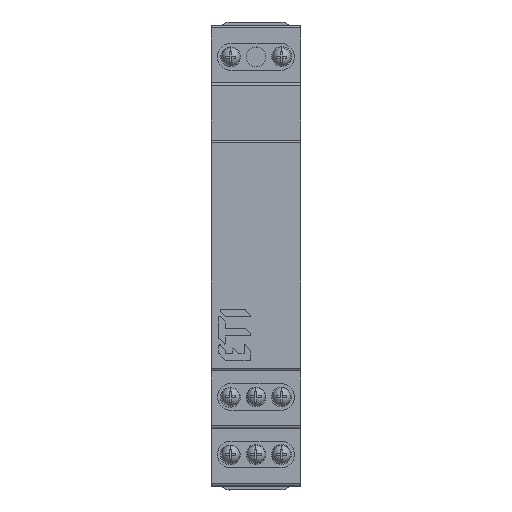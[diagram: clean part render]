
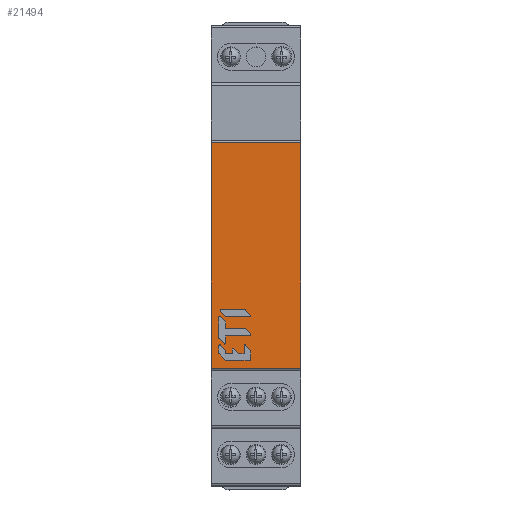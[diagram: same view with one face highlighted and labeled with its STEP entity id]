
A CAD part, top view. The second image highlights one B-rep face of the part: STEP entity #21494.
In plain terms, the highlighted planar face has unit normal (0, 0, 1).
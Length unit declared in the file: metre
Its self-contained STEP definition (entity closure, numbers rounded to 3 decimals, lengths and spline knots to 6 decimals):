
#16086=DIRECTION('',(1.,0.,0.));
#16087=VECTOR('',#16086,17.5);
#16088=CARTESIAN_POINT('',(197.204354,-44.703307,
134.821927));
#16089=LINE('',#16088,#16087);
#16093=DIRECTION('',(0.,-1.,0.));
#16094=VECTOR('',#16093,44.);
#16095=CARTESIAN_POINT('',(197.204354,-44.703307,
134.821927));
#16096=LINE('',#16095,#16094);
#16100=DIRECTION('',(0.,1.,0.));
#16101=VECTOR('',#16100,44.);
#16102=CARTESIAN_POINT('',(214.704354,-88.703307,
134.821927));
#16103=LINE('',#16102,#16101);
#16107=DIRECTION('',(-1.,0.,0.));
#16108=VECTOR('',#16107,17.5);
#16109=CARTESIAN_POINT('',(214.704354,-88.703307,
134.821927));
#16110=LINE('',#16109,#16108);
#16786=CARTESIAN_POINT('',(197.204354,-88.703307,
134.821927));
#16787=VERTEX_POINT('',#16786);
#16796=CARTESIAN_POINT('',(214.704354,-88.703307,
134.821927));
#16797=VERTEX_POINT('',#16796);
#16828=CARTESIAN_POINT('',(197.204354,-44.703307,
134.821927));
#16829=VERTEX_POINT('',#16828);
#16834=CARTESIAN_POINT('',(214.704354,-44.703307,
134.821927));
#16835=VERTEX_POINT('',#16834);
#21482=CARTESIAN_POINT('',(197.204354,-44.703307,
134.821927));
#21483=DIRECTION('',(0.,0.,1.));
#21484=DIRECTION('',(0.,-1.,0.));
#21485=AXIS2_PLACEMENT_3D('',#21482,#21483,#21484);
#21486=PLANE('',#21485);
#21487=ORIENTED_EDGE('',*,*,#18342,.F.);
#21488=ORIENTED_EDGE('',*,*,#21470,.T.);
#21489=ORIENTED_EDGE('',*,*,#18642,.F.);
#21491=ORIENTED_EDGE('',*,*,#21490,.T.);
#21492=EDGE_LOOP('',(#21487,#21488,#21489,#21491));
#21493=FACE_OUTER_BOUND('',#21492,.F.);
#18342=EDGE_CURVE('',#16829,#16787,#16096,.T.);
#18642=EDGE_CURVE('',#16797,#16835,#16103,.T.);
#21470=EDGE_CURVE('',#16829,#16835,#16089,.T.);
#21490=EDGE_CURVE('',#16797,#16787,#16110,.T.);
#21494=ADVANCED_FACE('',(#21493),#21486,.T.);
